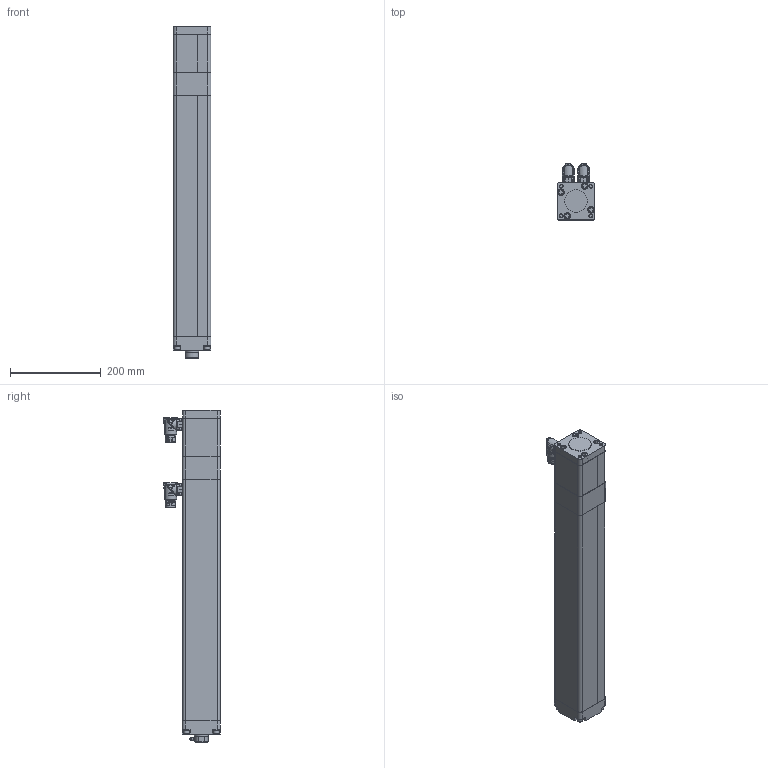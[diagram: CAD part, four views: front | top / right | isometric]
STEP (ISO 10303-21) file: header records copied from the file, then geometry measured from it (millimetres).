
FILE_DESCRIPTION (( 'STEP AP203' ), '1' );
FILE_NAME ('IMA33_BN05_SM457.200_IMA-489608-1.step', '2025-05-30T19:17:37', ( '' ), ( '' ), 'SwSTEP 2.0', 'SolidWorks 2024', '' );
FILE_SCHEMA (( 'CONFIG_CONTROL_DESIGN' ));
Length unit declared in the file: inch
Products named in the file (3): IMA33_BN05_SM457.200_IMA-489608-1; Base_IMA33_BN05_SM457.200_IMA-489608-1; tempJoin1_27339012_IMA33_BN05_SM457.200_IMA-489608-1
Assembly tree (2 placements, depth 2):
  IMA33_BN05_SM457.200_IMA-489608-1
    tempJoin1_27339012_IMA33_BN05_SM457.200_IMA-489608-1
    Base_IMA33_BN05_SM457.200_IMA-489608-1
Bounding box: 83.57 x 124.46 x 730.43 mm (x, y, z)
Volume: 4623479.4 mm3; surface area: 398750.6 mm2
Topology: 2 solids, 14 shells, 1837 faces, 4560 edges, 2838 vertices
Faces by surface type: plane 772, cylinder 468, bspline 442, cone 106, torus 49
Full cylindrical faces by diameter (mm): 1 x17, 1.18 x17, 2 x6, 2.5 x8, 2.7 x8, 2.972 x8, 3 x2, 3.2 x2, 4.5 x10, 5.35 x3, 5.5 x3, 6.477 x1, 6.701 x8, 8 x4, 8.3 x16, 8.331 x4, 10.8 x1, 13 x8, 14.275 x4, 14.288 x4, 17.4 x1, 18.796 x1, 19.9 x1, 21.15 x4, 21.6 x1, 30.135 x1, 30.175 x1, 36.449 x1, 41.224 x2, 41.478 x1
Entity records: 74083 total; most frequent: CARTESIAN_POINT 35904, ORIENTED_EDGE 8192, DIRECTION 6491, EDGE_CURVE 4096, VERTEX_POINT 2708, AXIS2_PLACEMENT_3D 2326, EDGE_LOOP 2282, FACE_OUTER_BOUND 2046
